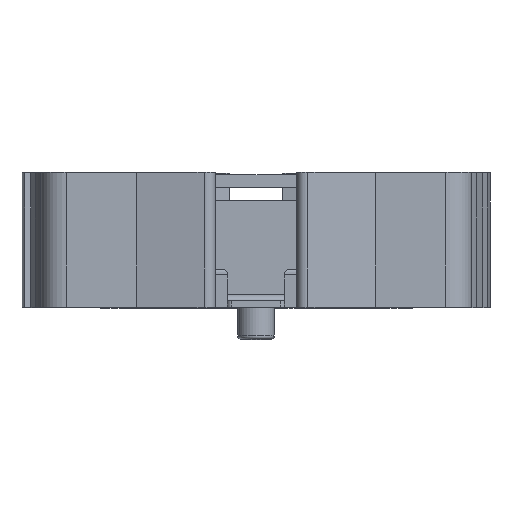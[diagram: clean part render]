
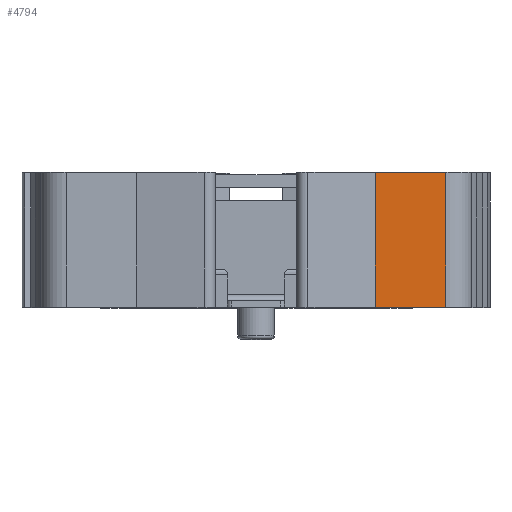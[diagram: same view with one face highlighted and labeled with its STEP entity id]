
A CAD part, top view. The second image highlights one B-rep face of the part: STEP entity #4794.
In plain terms, the highlighted planar face has unit normal (0, 0, 1).
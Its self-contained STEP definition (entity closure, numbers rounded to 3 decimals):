
#772 = VERTEX_POINT('',#773);
#773 = CARTESIAN_POINT('',(3.764,0.,8.));
#779 = EDGE_CURVE('',#772,#780,#782,.T.);
#780 = VERTEX_POINT('',#781);
#781 = CARTESIAN_POINT('',(5.984,0.,8.));
#782 = LINE('',#783,#784);
#783 = CARTESIAN_POINT('',(3.764,0.,8.));
#784 = VECTOR('',#785,1.);
#785 = DIRECTION('',(1.,0.,0.));
#3473 = VERTEX_POINT('',#3474);
#3474 = CARTESIAN_POINT('',(5.984,4.25,8.));
#3481 = EDGE_CURVE('',#3482,#3473,#3484,.T.);
#3482 = VERTEX_POINT('',#3483);
#3483 = CARTESIAN_POINT('',(3.764,4.25,8.));
#3484 = LINE('',#3485,#3486);
#3485 = CARTESIAN_POINT('',(3.764,4.25,8.));
#3486 = VECTOR('',#3487,1.);
#3487 = DIRECTION('',(1.,0.,0.));
#4783 = EDGE_CURVE('',#772,#3482,#4784,.T.);
#4784 = LINE('',#4785,#4786);
#4785 = CARTESIAN_POINT('',(3.764,0.,8.));
#4786 = VECTOR('',#4787,1.);
#4787 = DIRECTION('',(0.,1.,0.));
#4794 = ADVANCED_FACE('',(#4795),#4806,.T.);
#4795 = FACE_BOUND('',#4796,.F.);
#4796 = EDGE_LOOP('',(#4797,#4803,#4804,#4805));
#4797 = ORIENTED_EDGE('',*,*,#4798,.T.);
#4798 = EDGE_CURVE('',#3473,#780,#4799,.T.);
#4799 = LINE('',#4800,#4801);
#4800 = CARTESIAN_POINT('',(5.984,4.25,8.));
#4801 = VECTOR('',#4802,1.);
#4802 = DIRECTION('',(0.,-1.,0.));
#4803 = ORIENTED_EDGE('',*,*,#779,.F.);
#4804 = ORIENTED_EDGE('',*,*,#4783,.T.);
#4805 = ORIENTED_EDGE('',*,*,#3481,.T.);
#4806 = PLANE('',#4807);
#4807 = AXIS2_PLACEMENT_3D('',#4808,#4809,#4810);
#4808 = CARTESIAN_POINT('',(3.764,0.,8.));
#4809 = DIRECTION('',(0.,0.,1.));
#4810 = DIRECTION('',(1.,0.,-0.));
